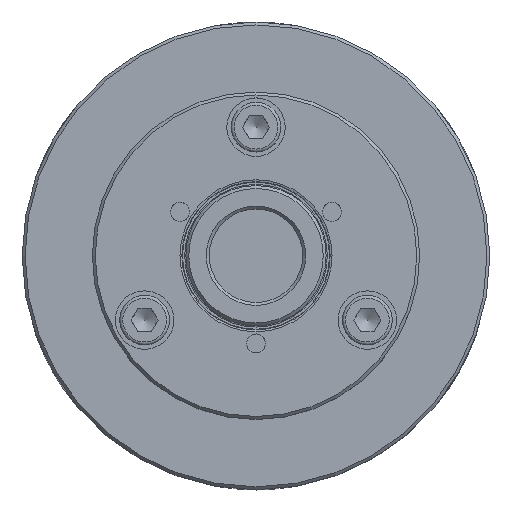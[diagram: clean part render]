
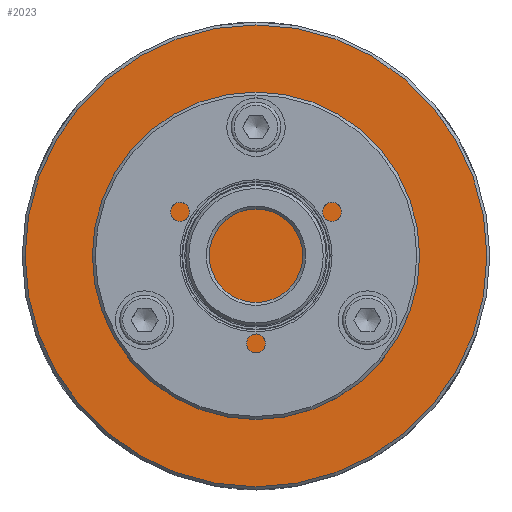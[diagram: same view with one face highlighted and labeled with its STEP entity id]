
A CAD part, top view. The second image highlights one B-rep face of the part: STEP entity #2023.
In plain terms, the highlighted face is planar.
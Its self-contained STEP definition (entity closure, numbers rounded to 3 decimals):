
#250=PLANE('',#2215);
#350=FACE_BOUND('',#695,.T.);
#351=FACE_BOUND('',#696,.T.);
#352=FACE_BOUND('',#697,.T.);
#353=FACE_BOUND('',#698,.T.);
#695=EDGE_LOOP('',(#1546));
#696=EDGE_LOOP('',(#1547));
#697=EDGE_LOOP('',(#1548));
#698=EDGE_LOOP('',(#1549));
#947=CIRCLE('',#2188,2.067);
#949=CIRCLE('',#2192,2.067);
#951=CIRCLE('',#2196,2.067);
#965=CIRCLE('',#2214,39.5);
#1080=VERTEX_POINT('',#3202);
#1082=VERTEX_POINT('',#3208);
#1085=VERTEX_POINT('',#3257);
#1111=VERTEX_POINT('',#3523);
#1276=EDGE_CURVE('',#1080,#1080,#947,.T.);
#1278=EDGE_CURVE('',#1082,#1082,#949,.T.);
#1281=EDGE_CURVE('',#1085,#1085,#951,.T.);
#1307=EDGE_CURVE('',#1111,#1111,#965,.T.);
#1546=ORIENTED_EDGE('',*,*,#1276,.T.);
#1547=ORIENTED_EDGE('',*,*,#1278,.T.);
#1548=ORIENTED_EDGE('',*,*,#1281,.T.);
#1549=ORIENTED_EDGE('',*,*,#1307,.F.);
#2023=ADVANCED_FACE('',(#350,#351,#352,#353),#250,.T.);
#2188=AXIS2_PLACEMENT_3D('',#3203,#2507,#2508);
#2192=AXIS2_PLACEMENT_3D('',#3209,#2515,#2516);
#2196=AXIS2_PLACEMENT_3D('',#3258,#2523,#2524);
#2214=AXIS2_PLACEMENT_3D('',#3524,#2559,#2560);
#2215=AXIS2_PLACEMENT_3D('',#3525,#2561,#2562);
#2507=DIRECTION('center_axis',(-1.,0.,0.));
#2508=DIRECTION('ref_axis',(0.,-0.866,0.5));
#2515=DIRECTION('center_axis',(-1.,0.,0.));
#2516=DIRECTION('ref_axis',(0.,0.866,0.5));
#2523=DIRECTION('center_axis',(-1.,0.,0.));
#2524=DIRECTION('ref_axis',(0.,0.,-1.));
#2559=DIRECTION('center_axis',(-1.,0.,0.));
#2560=DIRECTION('ref_axis',(0.,-1.,0.));
#2561=DIRECTION('center_axis',(1.,0.,0.));
#2562=DIRECTION('ref_axis',(0.,0.,-1.));
#3202=CARTESIAN_POINT('',(28.5,-12.79,-18.019));
#3203=CARTESIAN_POINT('Origin',(28.5,-11.,-19.053));
#3208=CARTESIAN_POINT('',(28.5,-9.21,20.086));
#3209=CARTESIAN_POINT('Origin',(28.5,-11.,19.053));
#3257=CARTESIAN_POINT('',(28.5,22.,-2.067));
#3258=CARTESIAN_POINT('Origin',(28.5,22.,0.));
#3523=CARTESIAN_POINT('',(28.5,39.5,0.));
#3524=CARTESIAN_POINT('Origin',(28.5,0.,0.));
#3525=CARTESIAN_POINT('Origin',(28.5,20.,0.));
